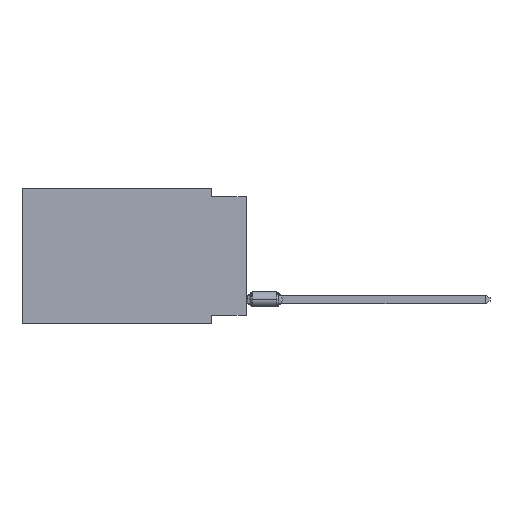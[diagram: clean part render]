
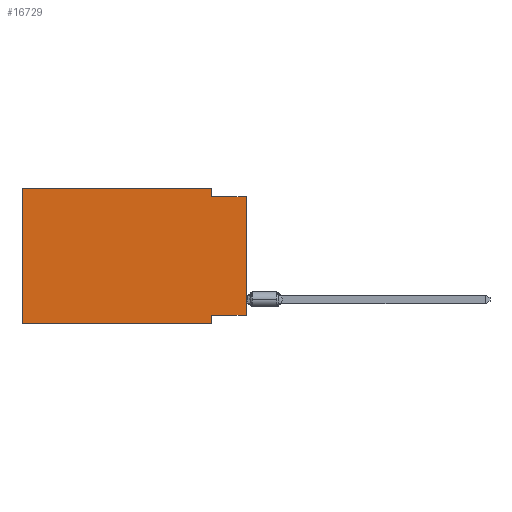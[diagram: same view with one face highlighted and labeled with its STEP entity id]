
A CAD part, left-side view. The second image highlights one B-rep face of the part: STEP entity #16729.
In plain terms, the highlighted planar face has unit normal (-1, 0, 0).
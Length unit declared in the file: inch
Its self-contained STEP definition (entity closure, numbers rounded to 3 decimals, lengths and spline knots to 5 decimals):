
#332 = AXIS2_PLACEMENT_3D ( 'NONE', #12440, #6463, #19819 ) ;
#371 = PLANE ( 'NONE',  #332 ) ;
#1010 = EDGE_CURVE ( 'NONE', #9105, #18239, #1819, .T. ) ;
#1120 = DIRECTION ( 'NONE',  ( 0., -1., 0. ) ) ;
#1819 = LINE ( 'NONE', #5753, #12712 ) ;
#2431 = CARTESIAN_POINT ( 'NONE',  ( 0., 0., -0.025 ) ) ;
#2679 = DIRECTION ( 'NONE',  ( 0., 0., 1. ) ) ;
#2820 = VECTOR ( 'NONE', #1120, 39.37008 ) ;
#3476 = CARTESIAN_POINT ( 'NONE',  ( 0., 0.1, 0. ) ) ;
#3944 = CARTESIAN_POINT ( 'NONE',  ( 0., 0., -0.365 ) ) ;
#3949 = CARTESIAN_POINT ( 'NONE',  ( 0., 0.1, -0.39 ) ) ;
#4159 = LINE ( 'NONE', #18022, #20676 ) ;
#4367 = CARTESIAN_POINT ( 'NONE',  ( 0., 0.645, 0. ) ) ;
#4468 = ORIENTED_EDGE ( 'NONE', *, *, #4998, .F. ) ;
#4941 = LINE ( 'NONE', #5069, #2820 ) ;
#4959 = CARTESIAN_POINT ( 'NONE',  ( 0., 0.645, -0.39 ) ) ;
#4998 = EDGE_CURVE ( 'NONE', #11082, #14462, #21527, .T. ) ;
#5069 = CARTESIAN_POINT ( 'NONE',  ( 0., 0.645, 0. ) ) ;
#5298 = ORIENTED_EDGE ( 'NONE', *, *, #24317, .T. ) ;
#5429 = VERTEX_POINT ( 'NONE', #3944 ) ;
#5611 = DIRECTION ( 'NONE',  ( 0., 0., -1. ) ) ;
#5753 = CARTESIAN_POINT ( 'NONE',  ( 0., 0.1, 0. ) ) ;
#6463 = DIRECTION ( 'NONE',  ( 1., 0., 0. ) ) ;
#6465 = VECTOR ( 'NONE', #22364, 39.37008 ) ;
#9105 = VERTEX_POINT ( 'NONE', #3476 ) ;
#9299 = CARTESIAN_POINT ( 'NONE',  ( 0., 0.1, -0.39 ) ) ;
#10064 = CARTESIAN_POINT ( 'NONE',  ( 0., 0.645, -0.39 ) ) ;
#10282 = ORIENTED_EDGE ( 'NONE', *, *, #10958, .T. ) ;
#10948 = VERTEX_POINT ( 'NONE', #2431 ) ;
#10958 = EDGE_CURVE ( 'NONE', #5429, #10948, #23410, .T. ) ;
#11082 = VERTEX_POINT ( 'NONE', #4959 ) ;
#11679 = VERTEX_POINT ( 'NONE', #9299 ) ;
#11750 = EDGE_CURVE ( 'NONE', #24757, #11679, #15652, .T. ) ;
#12440 = CARTESIAN_POINT ( 'NONE',  ( 0., 0.645, 0. ) ) ;
#12589 = VECTOR ( 'NONE', #2679, 39.37008 ) ;
#12712 = VECTOR ( 'NONE', #15297, 39.37008 ) ;
#14249 = CARTESIAN_POINT ( 'NONE',  ( 0., 0., 0. ) ) ;
#14462 = VERTEX_POINT ( 'NONE', #18111 ) ;
#14595 = CARTESIAN_POINT ( 'NONE',  ( 0., 0., -0.365 ) ) ;
#14708 = ORIENTED_EDGE ( 'NONE', *, *, #1010, .F. ) ;
#14983 = ORIENTED_EDGE ( 'NONE', *, *, #18379, .F. ) ;
#15297 = DIRECTION ( 'NONE',  ( 0., 0., -1. ) ) ;
#15652 = LINE ( 'NONE', #3949, #24405 ) ;
#15885 = FACE_OUTER_BOUND ( 'NONE', #23872, .T. ) ;
#16073 = DIRECTION ( 'NONE',  ( 0., 0., 1. ) ) ;
#16235 = DIRECTION ( 'NONE',  ( 0., -1., 0. ) ) ;
#16274 = CARTESIAN_POINT ( 'NONE',  ( 0., 0.1, -0.365 ) ) ;
#16729 = ADVANCED_FACE ( 'NONE', ( #15885 ), #371, .F. ) ;
#18022 = CARTESIAN_POINT ( 'NONE',  ( 0., 0., -0.025 ) ) ;
#18111 = CARTESIAN_POINT ( 'NONE',  ( 0., 0.645, 0. ) ) ;
#18141 = EDGE_CURVE ( 'NONE', #5429, #24757, #22488, .T. ) ;
#18144 = EDGE_CURVE ( 'NONE', #14462, #9105, #4941, .T. ) ;
#18239 = VERTEX_POINT ( 'NONE', #19401 ) ;
#18379 = EDGE_CURVE ( 'NONE', #18239, #10948, #4159, .T. ) ;
#18574 = ORIENTED_EDGE ( 'NONE', *, *, #11750, .F. ) ;
#19023 = VECTOR ( 'NONE', #16073, 39.37008 ) ;
#19401 = CARTESIAN_POINT ( 'NONE',  ( 0., 0.1, -0.025 ) ) ;
#19666 = VECTOR ( 'NONE', #21776, 39.37008 ) ;
#19819 = DIRECTION ( 'NONE',  ( 0., 0., -1. ) ) ;
#19857 = ORIENTED_EDGE ( 'NONE', *, *, #18144, .F. ) ;
#20676 = VECTOR ( 'NONE', #16235, 39.37008 ) ;
#21527 = LINE ( 'NONE', #4367, #19023 ) ;
#21644 = LINE ( 'NONE', #10064, #19666 ) ;
#21776 = DIRECTION ( 'NONE',  ( 0., -1., 0. ) ) ;
#22364 = DIRECTION ( 'NONE',  ( 0., 1., 0. ) ) ;
#22488 = LINE ( 'NONE', #14595, #6465 ) ;
#23410 = LINE ( 'NONE', #14249, #12589 ) ;
#23872 = EDGE_LOOP ( 'NONE', ( #10282, #14983, #14708, #19857, #4468, #5298, #18574, #24568 ) ) ;
#24317 = EDGE_CURVE ( 'NONE', #11082, #11679, #21644, .T. ) ;
#24405 = VECTOR ( 'NONE', #5611, 39.37008 ) ;
#24568 = ORIENTED_EDGE ( 'NONE', *, *, #18141, .F. ) ;
#24757 = VERTEX_POINT ( 'NONE', #16274 ) ;
